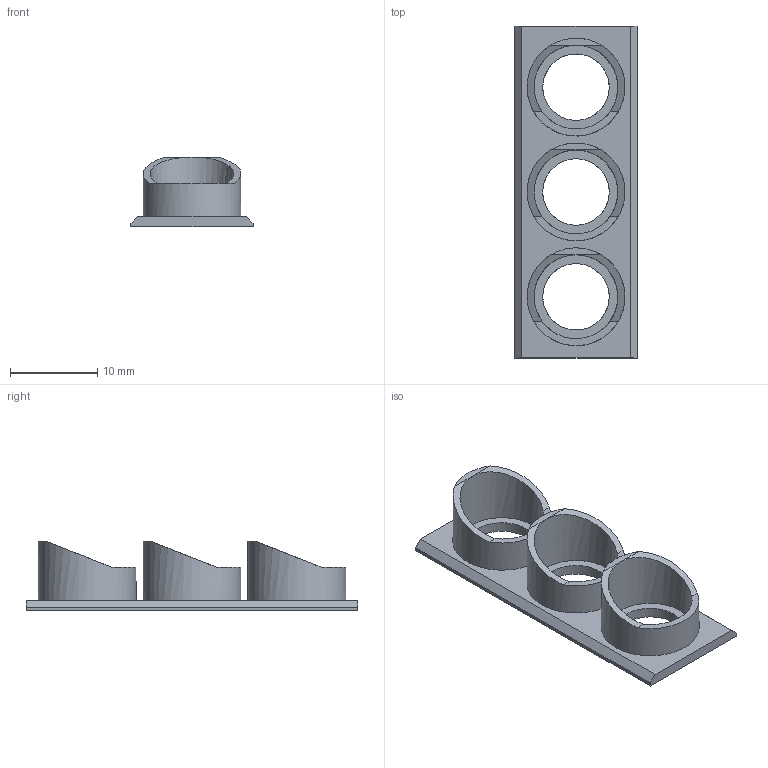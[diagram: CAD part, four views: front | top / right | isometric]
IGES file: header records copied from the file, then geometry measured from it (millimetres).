
Global section: file name: TF_Panel; native system: Autodesk Inventor 2015; preprocessor: unknown; author: Kuratko; date: 20210122.212613; units: millimetre
Bounding box: 14 x 38 x 8 mm (x, y, z)
Volume: 852.4 mm3; surface area: 1967.6 mm2
Topology: 1 solids, 1 shells, 32 faces, 87 edges, 60 vertices
Faces by surface type: bspline 32
